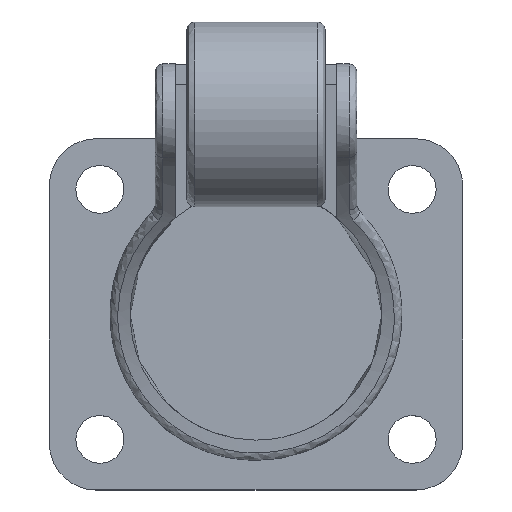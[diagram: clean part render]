
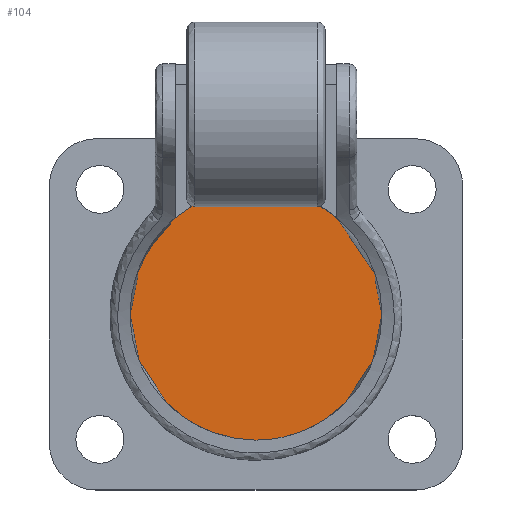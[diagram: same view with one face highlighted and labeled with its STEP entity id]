
A CAD part, top view. The second image highlights one B-rep face of the part: STEP entity #104.
In plain terms, the highlighted planar face has unit normal (0, 0, 1).
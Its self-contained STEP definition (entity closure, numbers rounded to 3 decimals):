
#104=ADVANCED_FACE('',(#180),#1175,.T.);
#180=FACE_OUTER_BOUND('',#264,.T.);
#264=EDGE_LOOP('',(#427,#428));
#427=ORIENTED_EDGE('',*,*,#737,.F.);
#428=ORIENTED_EDGE('',*,*,#733,.F.);
#733=EDGE_CURVE('',#1057,#1059,#915,.T.);
#737=EDGE_CURVE('',#1059,#1057,#919,.T.);
#915=(
BOUNDED_CURVE()
B_SPLINE_CURVE(2,(#1605,#1606,#1607,#1608,#1609),.UNSPECIFIED.,.F.,.F.)
B_SPLINE_CURVE_WITH_KNOTS((3,2,3),(-50.894,-38.17,
-25.447),.UNSPECIFIED.)
CURVE()
GEOMETRIC_REPRESENTATION_ITEM()
RATIONAL_B_SPLINE_CURVE((1.,0.707,1.,0.707,1.))
REPRESENTATION_ITEM('')
);
#919=(
BOUNDED_CURVE()
B_SPLINE_CURVE(2,(#1619,#1620,#1621,#1622,#1623),.UNSPECIFIED.,.F.,.F.)
B_SPLINE_CURVE_WITH_KNOTS((3,2,3),(-25.447,-12.723,
0.),.UNSPECIFIED.)
CURVE()
GEOMETRIC_REPRESENTATION_ITEM()
RATIONAL_B_SPLINE_CURVE((1.,0.707,1.,0.707,1.))
REPRESENTATION_ITEM('')
);
#1057=VERTEX_POINT('',#1601);
#1059=VERTEX_POINT('',#1603);
#1175=PLANE('',#1295);
#1295=AXIS2_PLACEMENT_3D('',#1598,#1350,$);
#1350=DIRECTION('',(0.,0.,1.));
#1598=CARTESIAN_POINT('',(-5.525,-251.284,-16.114));
#1601=CARTESIAN_POINT('',(-15.65,-253.309,-16.114));
#1603=CARTESIAN_POINT('',(-15.65,-269.509,-16.114));
#1605=CARTESIAN_POINT('',(-15.65,-253.309,-16.114));
#1606=CARTESIAN_POINT('',(-7.55,-253.309,-16.114));
#1607=CARTESIAN_POINT('',(-7.55,-261.409,-16.114));
#1608=CARTESIAN_POINT('',(-7.55,-269.509,-16.114));
#1609=CARTESIAN_POINT('',(-15.65,-269.509,-16.114));
#1619=CARTESIAN_POINT('',(-15.65,-269.509,-16.114));
#1620=CARTESIAN_POINT('',(-23.75,-269.509,-16.114));
#1621=CARTESIAN_POINT('',(-23.75,-261.409,-16.114));
#1622=CARTESIAN_POINT('',(-23.75,-253.309,-16.114));
#1623=CARTESIAN_POINT('',(-15.65,-253.309,-16.114));
